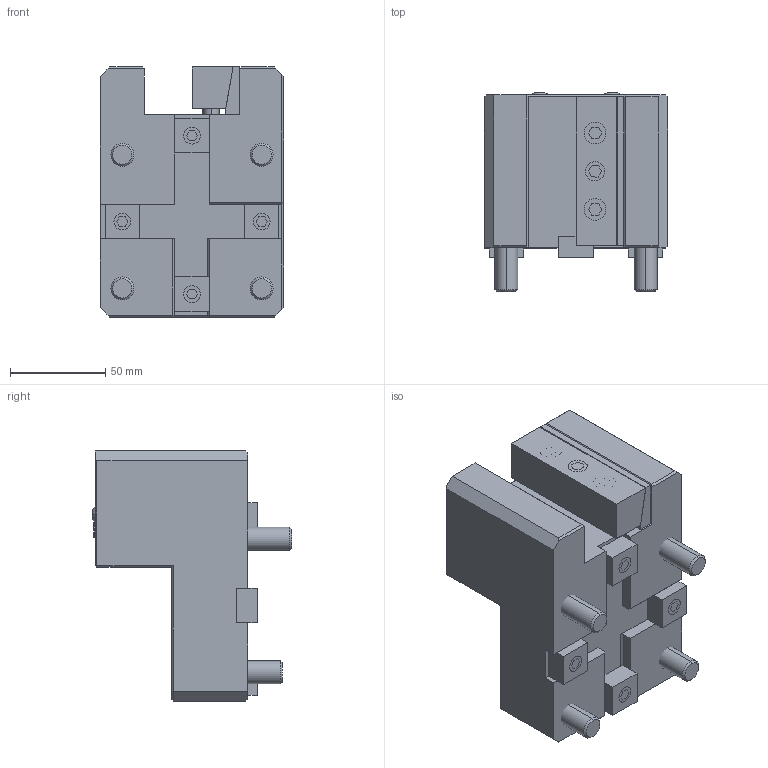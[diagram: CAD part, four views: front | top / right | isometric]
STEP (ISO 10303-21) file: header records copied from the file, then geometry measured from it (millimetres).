
FILE_DESCRIPTION (( 'STEP AP214' ), '1' );
FILE_NAME ('B65 RTH 18-25 L131.STEP', '2020-12-21T04:18:11', ( '' ), ( '' ), 'SwSTEP 2.0', 'SolidWorks 2017', '' );
FILE_SCHEMA (( 'AUTOMOTIVE_DESIGN' ));
Length unit declared in the file: millimetre
Products named in the file (1): B65 RTH 18-25 L131
Bounding box: 96 x 104.39 x 131 mm (x, y, z)
Volume: 718033.6 mm3; surface area: 104564.7 mm2
Topology: 29 solids, 29 shells, 529 faces, 1152 edges, 677 vertices
Faces by surface type: plane 313, cone 101, cylinder 79, torus 32, sphere 4
Entity records: 14242 total; most frequent: DIRECTION 2536, CARTESIAN_POINT 2330, ORIENTED_EDGE 2232, EDGE_CURVE 1116, AXIS2_PLACEMENT_3D 893, VECTOR 750, LINE 750, VERTEX_POINT 671
